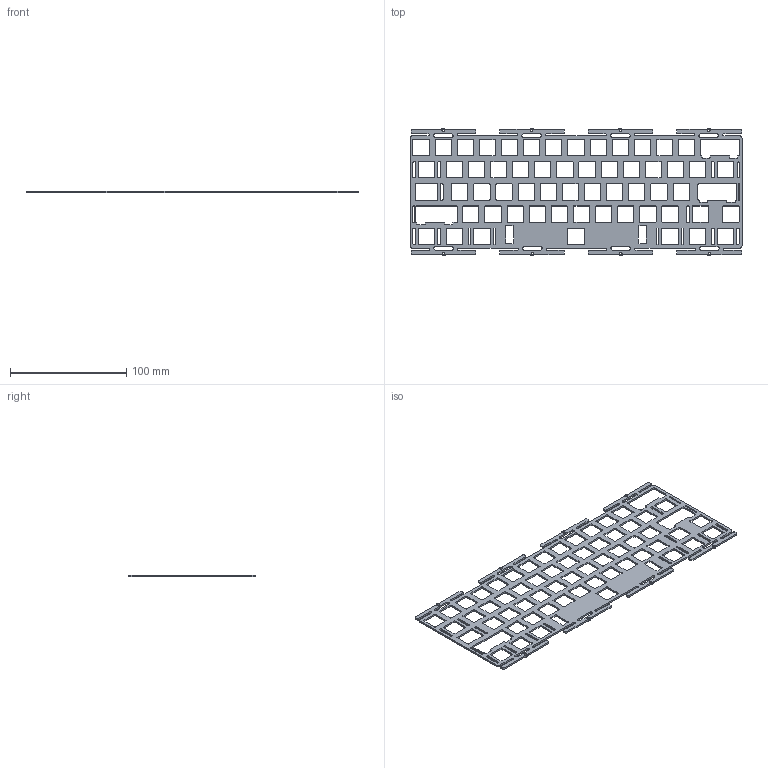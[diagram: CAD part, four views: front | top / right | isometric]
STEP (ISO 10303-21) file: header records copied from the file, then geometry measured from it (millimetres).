
FILE_DESCRIPTION(/* description */ (''),/* implementation_level */ '2;1');
FILE_NAME(/* name */ 'OG60 ANSI Plate.step',/* time_stamp */ '2022-12-20T10:18:36+08:00',/* author */ (''),/* organization */ (''),/* preprocessor_version */ 'ST-DEVELOPER v19.2',/* originating_system */ 'Autodesk Translation Framework v11.17.0.187',/* authorisation */ '');
FILE_SCHEMA (('AUTOMOTIVE_DESIGN { 1 0 10303 214 3 1 1 }'));
Length unit declared in the file: millimetre
Products named in the file (1): Fusion 零部件
Bounding box: 285.75 x 109.39 x 1.5 mm (x, y, z)
Volume: 23372.2 mm3; surface area: 39837.4 mm2
Topology: 1 solids, 1 shells, 902 faces, 2700 edges, 1800 vertices
Faces by surface type: cylinder 456, plane 446
Full cylindrical faces by diameter (mm): 2.1 x8
Entity records: 31056 total; most frequent: DIRECTION 5418, CARTESIAN_POINT 5403, ORIENTED_EDGE 5400, EDGE_CURVE 2700, AXIS2_PLACEMENT_3D 1815, VERTEX_POINT 1800, LINE 1788, VECTOR 1788
